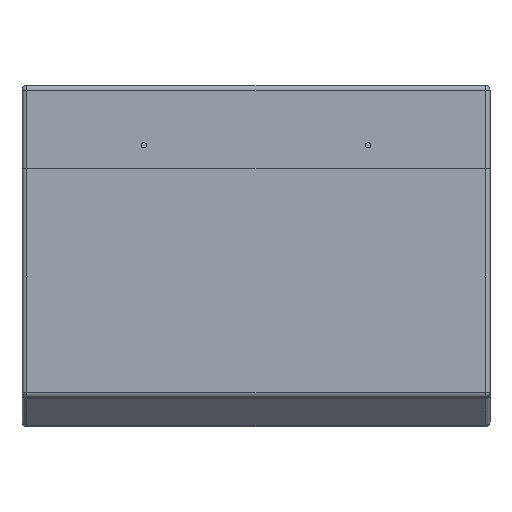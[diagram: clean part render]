
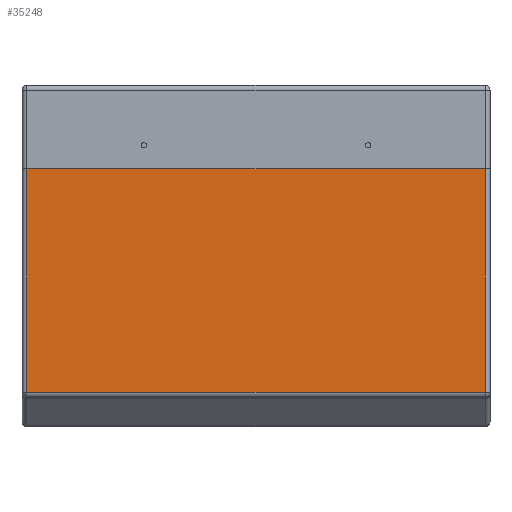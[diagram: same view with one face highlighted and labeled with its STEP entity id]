
A CAD part, front view. The second image highlights one B-rep face of the part: STEP entity #35248.
In plain terms, the highlighted planar face has unit normal (0, -1, 0).
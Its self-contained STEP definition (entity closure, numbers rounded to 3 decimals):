
#5736=FACE_OUTER_BOUND('',#7947,.T.);
#7947=EDGE_LOOP('',(#31525,#31526,#31527,#31528));
#10749=LINE('',#60827,#13634);
#10750=LINE('',#60829,#13635);
#10751=LINE('',#60831,#13636);
#10752=LINE('',#60832,#13637);
#13634=VECTOR('',#50265,10.);
#13635=VECTOR('',#50266,10.);
#13636=VECTOR('',#50267,10.);
#13637=VECTOR('',#50268,10.);
#16799=VERTEX_POINT('',#60820);
#16801=VERTEX_POINT('',#60826);
#16802=VERTEX_POINT('',#60828);
#16803=VERTEX_POINT('',#60830);
#21772=EDGE_CURVE('',#16801,#16799,#10749,.T.);
#21773=EDGE_CURVE('',#16802,#16799,#10750,.T.);
#21774=EDGE_CURVE('',#16803,#16802,#10751,.T.);
#21775=EDGE_CURVE('',#16803,#16801,#10752,.T.);
#31525=ORIENTED_EDGE('',*,*,#21772,.T.);
#31526=ORIENTED_EDGE('',*,*,#21773,.F.);
#31527=ORIENTED_EDGE('',*,*,#21774,.F.);
#31528=ORIENTED_EDGE('',*,*,#21775,.T.);
#33297=PLANE('',#39468);
#35248=ADVANCED_FACE('',(#5736),#33297,.T.);
#39468=AXIS2_PLACEMENT_3D('',#60825,#50263,#50264);
#50263=DIRECTION('center_axis',(0.,-1.,0.));
#50264=DIRECTION('ref_axis',(-1.,0.,0.));
#50265=DIRECTION('',(0.,0.,-1.));
#50266=DIRECTION('',(-1.,0.,0.));
#50267=DIRECTION('',(0.,0.,-1.));
#50268=DIRECTION('',(-1.,0.,0.));
#60820=CARTESIAN_POINT('',(7.766,-47.333,-116.789));
#60825=CARTESIAN_POINT('Origin',(194.666,-47.333,-25.487));
#60826=CARTESIAN_POINT('',(7.766,-47.333,-25.487));
#60827=CARTESIAN_POINT('',(7.766,-47.333,-25.487));
#60828=CARTESIAN_POINT('',(194.666,-47.333,-116.789));
#60829=CARTESIAN_POINT('',(195.666,-47.333,-116.789));
#60830=CARTESIAN_POINT('',(194.666,-47.333,-25.487));
#60831=CARTESIAN_POINT('',(194.666,-47.333,-25.487));
#60832=CARTESIAN_POINT('',(194.666,-47.333,-25.487));
